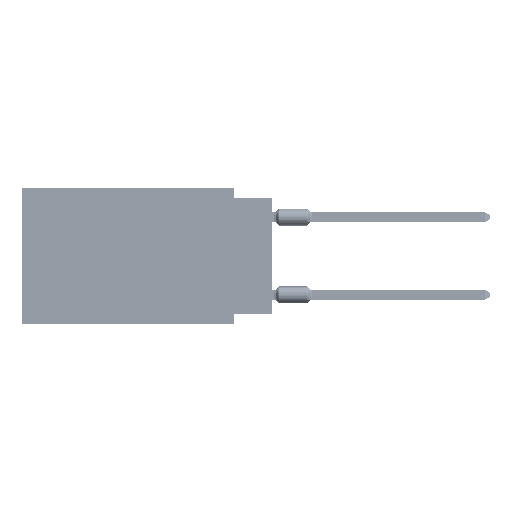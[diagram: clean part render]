
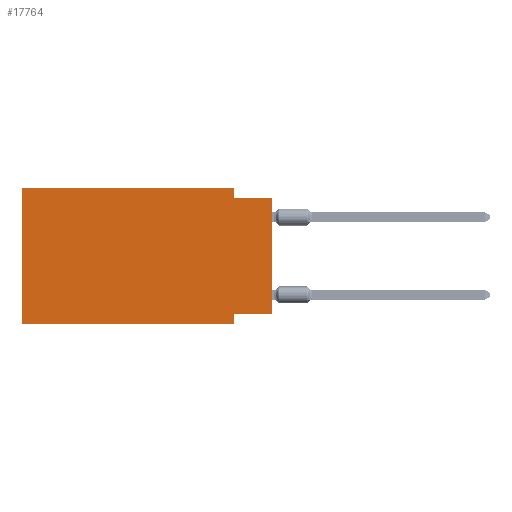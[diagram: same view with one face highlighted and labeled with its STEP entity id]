
A CAD part, left-side view. The second image highlights one B-rep face of the part: STEP entity #17764.
In plain terms, the highlighted planar face has unit normal (-1, 0, 0).
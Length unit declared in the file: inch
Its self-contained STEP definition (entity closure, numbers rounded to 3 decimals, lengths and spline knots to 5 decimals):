
#192 = ORIENTED_EDGE ( 'NONE', *, *, #53099, .F. ) ;
#639 = PLANE ( 'NONE',  #45562 ) ;
#3245 = ORIENTED_EDGE ( 'NONE', *, *, #19760, .F. ) ;
#4625 = CARTESIAN_POINT ( 'NONE',  ( 0., 0., 0. ) ) ;
#7126 = EDGE_CURVE ( 'NONE', #88500, #104056, #87424, .T. ) ;
#9558 = DIRECTION ( 'NONE',  ( 0., 0., 1. ) ) ;
#12544 = EDGE_CURVE ( 'NONE', #81790, #104056, #28597, .T. ) ;
#12648 = VECTOR ( 'NONE', #37411, 39.37008 ) ;
#13546 = EDGE_CURVE ( 'NONE', #20477, #16888, #17563, .T. ) ;
#14255 = CARTESIAN_POINT ( 'NONE',  ( 0., 0.645, 0. ) ) ;
#16888 = VERTEX_POINT ( 'NONE', #72610 ) ;
#17533 = DIRECTION ( 'NONE',  ( 0., -1., 0. ) ) ;
#17563 = LINE ( 'NONE', #4625, #12648 ) ;
#17764 = ADVANCED_FACE ( 'NONE', ( #25878 ), #639, .F. ) ;
#19760 = EDGE_CURVE ( 'NONE', #20477, #88500, #95640, .T. ) ;
#20477 = VERTEX_POINT ( 'NONE', #100791 ) ;
#21066 = VECTOR ( 'NONE', #21598, 39.37008 ) ;
#21598 = DIRECTION ( 'NONE',  ( 0., -1., 0. ) ) ;
#25878 = FACE_OUTER_BOUND ( 'NONE', #47359, .T. ) ;
#26406 = DIRECTION ( 'NONE',  ( 1., 0., 0. ) ) ;
#28597 = LINE ( 'NONE', #103329, #21066 ) ;
#31545 = CARTESIAN_POINT ( 'NONE',  ( 0., 0.1, 0. ) ) ;
#31582 = ORIENTED_EDGE ( 'NONE', *, *, #7126, .F. ) ;
#32386 = DIRECTION ( 'NONE',  ( 0., 0., -1. ) ) ;
#34766 = EDGE_CURVE ( 'NONE', #51562, #105253, #58929, .T. ) ;
#37411 = DIRECTION ( 'NONE',  ( 0., 0., 1. ) ) ;
#37940 = CARTESIAN_POINT ( 'NONE',  ( 0., 0.1, -0.35 ) ) ;
#38006 = VECTOR ( 'NONE', #86375, 39.37008 ) ;
#39341 = DIRECTION ( 'NONE',  ( 0., 0., -1. ) ) ;
#42092 = ORIENTED_EDGE ( 'NONE', *, *, #12544, .T. ) ;
#42572 = CARTESIAN_POINT ( 'NONE',  ( 0., 0.645, 0. ) ) ;
#45562 = AXIS2_PLACEMENT_3D ( 'NONE', #42572, #26406, #32386 ) ;
#45957 = VECTOR ( 'NONE', #17533, 39.37008 ) ;
#47359 = EDGE_LOOP ( 'NONE', ( #84807, #192, #83707, #63583, #98914, #42092, #31582, #3245 ) ) ;
#48981 = CARTESIAN_POINT ( 'NONE',  ( 0., 0.1, -0.325 ) ) ;
#49403 = CARTESIAN_POINT ( 'NONE',  ( 0., 0.1, -0.025 ) ) ;
#50534 = VECTOR ( 'NONE', #104631, 39.37008 ) ;
#51562 = VERTEX_POINT ( 'NONE', #14255 ) ;
#53099 = EDGE_CURVE ( 'NONE', #87718, #16888, #71870, .T. ) ;
#55208 = EDGE_CURVE ( 'NONE', #105253, #87718, #70572, .T. ) ;
#58654 = VECTOR ( 'NONE', #9558, 39.37008 ) ;
#58929 = LINE ( 'NONE', #66479, #45957 ) ;
#62187 = CARTESIAN_POINT ( 'NONE',  ( 0., 0., -0.025 ) ) ;
#63583 = ORIENTED_EDGE ( 'NONE', *, *, #34766, .F. ) ;
#66377 = EDGE_CURVE ( 'NONE', #81790, #51562, #89713, .T. ) ;
#66479 = CARTESIAN_POINT ( 'NONE',  ( 0., 0.645, 0. ) ) ;
#70387 = CARTESIAN_POINT ( 'NONE',  ( 0., 0., -0.325 ) ) ;
#70560 = CARTESIAN_POINT ( 'NONE',  ( 0., 0.645, -0.35 ) ) ;
#70572 = LINE ( 'NONE', #103348, #74833 ) ;
#71870 = LINE ( 'NONE', #62187, #50534 ) ;
#72610 = CARTESIAN_POINT ( 'NONE',  ( 0., 0., -0.025 ) ) ;
#74833 = VECTOR ( 'NONE', #39341, 39.37008 ) ;
#81790 = VERTEX_POINT ( 'NONE', #70560 ) ;
#83707 = ORIENTED_EDGE ( 'NONE', *, *, #55208, .F. ) ;
#84056 = CARTESIAN_POINT ( 'NONE',  ( 0., 0.1, -0.35 ) ) ;
#84807 = ORIENTED_EDGE ( 'NONE', *, *, #13546, .T. ) ;
#86375 = DIRECTION ( 'NONE',  ( 0., 0., -1. ) ) ;
#87424 = LINE ( 'NONE', #37940, #38006 ) ;
#87718 = VERTEX_POINT ( 'NONE', #49403 ) ;
#88270 = VECTOR ( 'NONE', #97235, 39.37008 ) ;
#88500 = VERTEX_POINT ( 'NONE', #48981 ) ;
#89713 = LINE ( 'NONE', #97257, #58654 ) ;
#95640 = LINE ( 'NONE', #70387, #88270 ) ;
#97235 = DIRECTION ( 'NONE',  ( 0., 1., 0. ) ) ;
#97257 = CARTESIAN_POINT ( 'NONE',  ( 0., 0.645, 0. ) ) ;
#98914 = ORIENTED_EDGE ( 'NONE', *, *, #66377, .F. ) ;
#100791 = CARTESIAN_POINT ( 'NONE',  ( 0., 0., -0.325 ) ) ;
#103329 = CARTESIAN_POINT ( 'NONE',  ( 0., 0.645, -0.35 ) ) ;
#103348 = CARTESIAN_POINT ( 'NONE',  ( 0., 0.1, 0. ) ) ;
#104056 = VERTEX_POINT ( 'NONE', #84056 ) ;
#104631 = DIRECTION ( 'NONE',  ( 0., -1., 0. ) ) ;
#105253 = VERTEX_POINT ( 'NONE', #31545 ) ;
